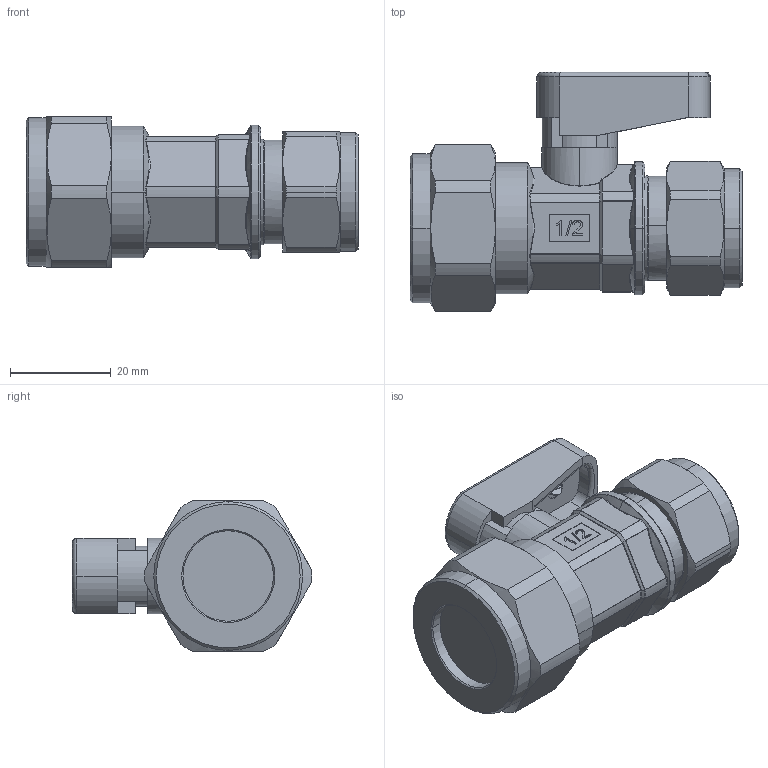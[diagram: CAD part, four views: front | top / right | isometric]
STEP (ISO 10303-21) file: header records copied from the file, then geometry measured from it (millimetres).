
FILE_DESCRIPTION (( 'STEP AP214' ), '1' );
FILE_NAME ('0645000017.step', '2012-10-02T16:34:50', ( '' ), ( '' ), 'SwSTEP 2.0', 'SolidWorks 2012', '' );
FILE_SCHEMA (( 'AUTOMOTIVE_DESIGN' ));
Length unit declared in the file: millimetre
Products named in the file (1): 0645000017
Bounding box: 66.04 x 47.59 x 30 mm (x, y, z)
Volume: 38810.8 mm3; surface area: 12038.6 mm2
Topology: 3 solids, 3 shells, 1059 faces, 2687 edges, 1672 vertices
Faces by surface type: plane 437, bspline 336, cylinder 149, torus 60, cone 57, sphere 20
Entity records: 44746 total; most frequent: CARTESIAN_POINT 21799, ORIENTED_EDGE 5304, DIRECTION 3824, EDGE_CURVE 2652, VERTEX_POINT 1672, LINE 1360, VECTOR 1360, AXIS2_PLACEMENT_3D 1232
